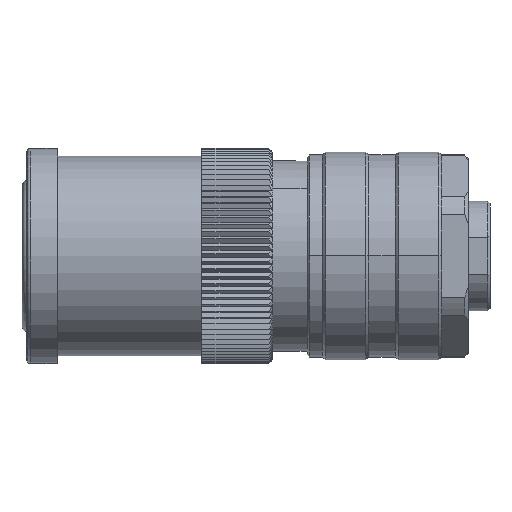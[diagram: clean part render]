
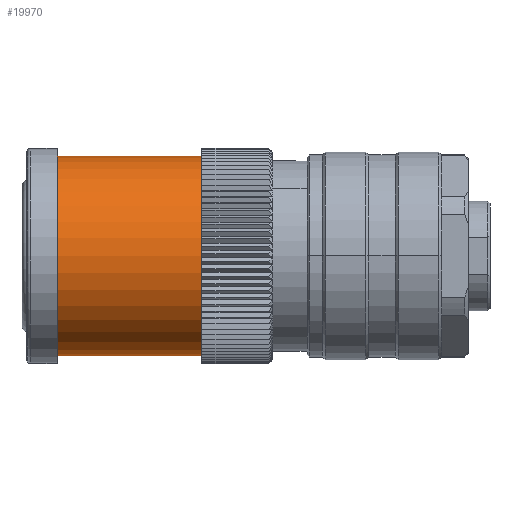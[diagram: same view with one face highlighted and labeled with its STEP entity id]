
A CAD part, top view. The second image highlights one B-rep face of the part: STEP entity #19970.
In plain terms, the highlighted cylindrical face has radius 13 mm (diameter 26 mm), a partial arc.
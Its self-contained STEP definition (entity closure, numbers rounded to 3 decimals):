
#6226=CARTESIAN_POINT('',(-5.35,0.,0.));
#6227=DIRECTION('',(1.,0.,0.));
#6228=DIRECTION('',(0.,0.,1.));
#6229=AXIS2_PLACEMENT_3D('',#6226,#6227,#6228);
#6234=CARTESIAN_POINT('',(-5.35,0.,0.));
#6235=DIRECTION('',(1.,0.,0.));
#6236=DIRECTION('',(0.,1.,0.));
#6237=AXIS2_PLACEMENT_3D('',#6234,#6235,#6236);
#7510=DIRECTION('',(-1.,0.,0.));
#7511=VECTOR('',#7510,18.8);
#7512=CARTESIAN_POINT('',(-5.35,-13.,0.));
#7513=LINE('',#7512,#7511);
#7517=DIRECTION('',(-1.,0.,0.));
#7518=VECTOR('',#7517,18.8);
#7519=CARTESIAN_POINT('',(-5.35,13.,0.));
#7520=LINE('',#7519,#7518);
#7692=CARTESIAN_POINT('',(-24.15,0.,0.));
#7693=DIRECTION('',(-1.,0.,0.));
#7694=DIRECTION('',(0.,-1.,0.));
#7695=AXIS2_PLACEMENT_3D('',#7692,#7693,#7694);
#13393=CARTESIAN_POINT('',(-5.35,13.,0.));
#13394=CARTESIAN_POINT('',(-24.15,13.,0.));
#13395=VERTEX_POINT('',#13393);
#13396=VERTEX_POINT('',#13394);
#13397=CARTESIAN_POINT('',(-5.35,-13.,0.));
#13398=CARTESIAN_POINT('',(-24.15,-13.,0.));
#13399=VERTEX_POINT('',#13397);
#13400=VERTEX_POINT('',#13398);
#13405=CARTESIAN_POINT('',(-5.35,0.,13.));
#13406=VERTEX_POINT('',#13405);
#19955=CARTESIAN_POINT('',(-11.9,0.,0.));
#19956=DIRECTION('',(-1.,0.,0.));
#19957=DIRECTION('',(0.,1.,0.));
#19958=AXIS2_PLACEMENT_3D('',#19955,#19956,#19957);
#19959=CYLINDRICAL_SURFACE('',#19958,13.);
#19960=ORIENTED_EDGE('',*,*,#19948,.T.);
#19961=ORIENTED_EDGE('',*,*,#19946,.T.);
#19963=ORIENTED_EDGE('',*,*,#19962,.T.);
#19965=ORIENTED_EDGE('',*,*,#19964,.T.);
#19967=ORIENTED_EDGE('',*,*,#19966,.F.);
#19968=EDGE_LOOP('',(#19960,#19961,#19963,#19965,#19967));
#19969=FACE_OUTER_BOUND('',#19968,.F.);
#19970=ADVANCED_FACE('',(#19969),#19959,.T.);
#6230=CIRCLE('',#6229,13.);
#6238=CIRCLE('',#6237,13.);
#7696=CIRCLE('',#7695,13.);
#19946=EDGE_CURVE('',#13406,#13399,#6230,.T.);
#19948=EDGE_CURVE('',#13395,#13406,#6238,.T.);
#19962=EDGE_CURVE('',#13399,#13400,#7513,.T.);
#19964=EDGE_CURVE('',#13400,#13396,#7696,.T.);
#19966=EDGE_CURVE('',#13395,#13396,#7520,.T.);
